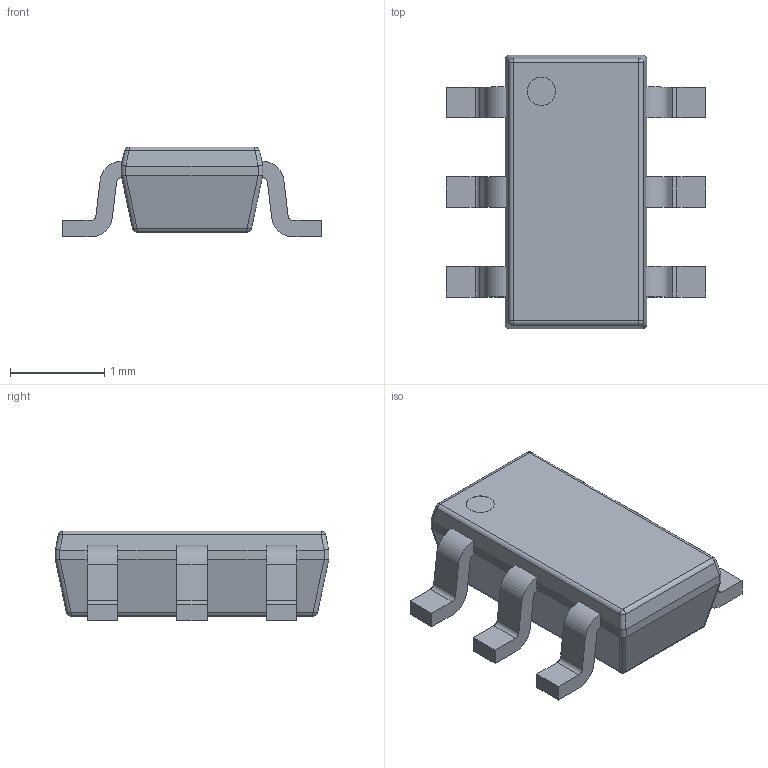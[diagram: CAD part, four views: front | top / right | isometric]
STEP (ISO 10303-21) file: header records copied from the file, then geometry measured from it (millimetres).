
FILE_DESCRIPTION(/* description */ ('model of SOT457'),/* implementation_level */ '2;1');
FILE_NAME(/* name */ 'SOT457.stp',/* time_stamp */ '2015-12-05T22:09:46',/* author */ ('Joan The Spark',''),/* organization */ (''),/* preprocessor_version */ '',/* originating_system */ '',/* authorisation */ '');
FILE_SCHEMA (('AUTOMOTIVE_DESIGN { 1 0 10303 214 3 1 1 }'));
Length unit declared in the file: millimetre
Products named in the file (1): SOT457
Bounding box: 2.75 x 2.9 x 0.95 mm (x, y, z)
Volume: 3.9 mm3; surface area: 21.3 mm2
Topology: 1 solids, 1 shells, 116 faces, 315 edges, 202 vertices
Faces by surface type: plane 63, cylinder 45, sphere 8
Full cylindrical faces by diameter (mm): 0.3 x1
Entity records: 3728 total; most frequent: DIRECTION 646, CARTESIAN_POINT 633, ORIENTED_EDGE 628, EDGE_CURVE 314, LINE 216, VECTOR 216, AXIS2_PLACEMENT_3D 215, VERTEX_POINT 202
